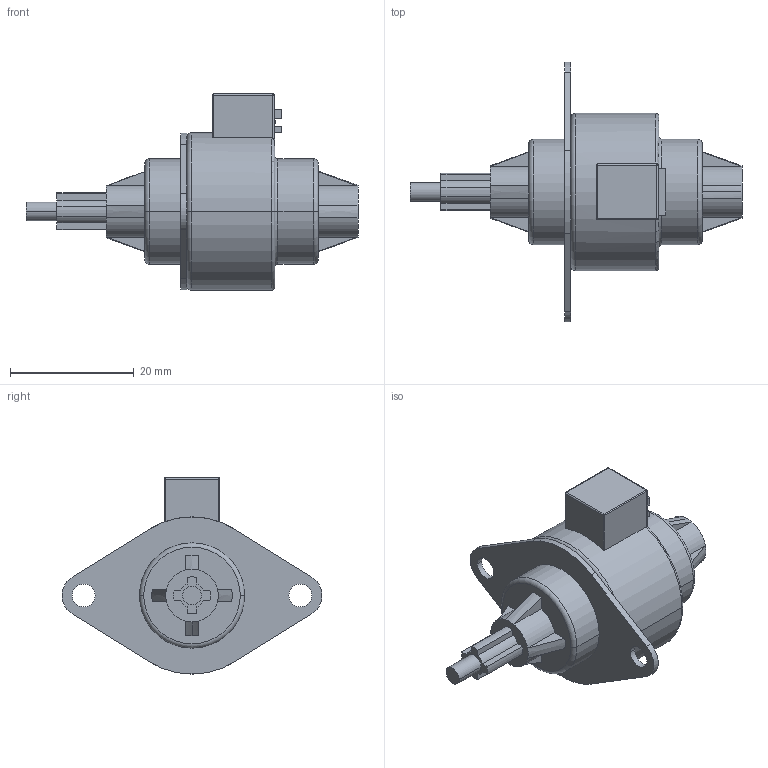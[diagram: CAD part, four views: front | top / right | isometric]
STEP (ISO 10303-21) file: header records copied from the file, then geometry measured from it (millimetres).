
FILE_DESCRIPTION (( 'STEP AP214' ), '1' );
FILE_NAME ('F9D4F4D0-C28B-4CB9-A316-673DC4AD4CAE.STEP', '2022-09-01T21:03:30', ( '' ), ( '' ), 'SwSTEP 2.0', 'SolidWorks 2022', '' );
FILE_SCHEMA (( 'AUTOMOTIVE_DESIGN' ));
Length unit declared in the file: millimetre
Products named in the file (1): F9D4F4D0-C28B-4CB9-A316-673DC4AD4CAE
Bounding box: 53.64 x 42 x 31.7 mm (x, y, z)
Volume: 12270.3 mm3; surface area: 4739.5 mm2
Topology: 1 solids, 1 shells, 150 faces, 374 edges, 234 vertices
Faces by surface type: plane 83, cylinder 43, torus 10, cone 10, sphere 4
Entity records: 5352 total; most frequent: CARTESIAN_POINT 839, DIRECTION 774, ORIENTED_EDGE 740, EDGE_CURVE 370, AXIS2_PLACEMENT_3D 277, VERTEX_POINT 234, LINE 220, VECTOR 220
